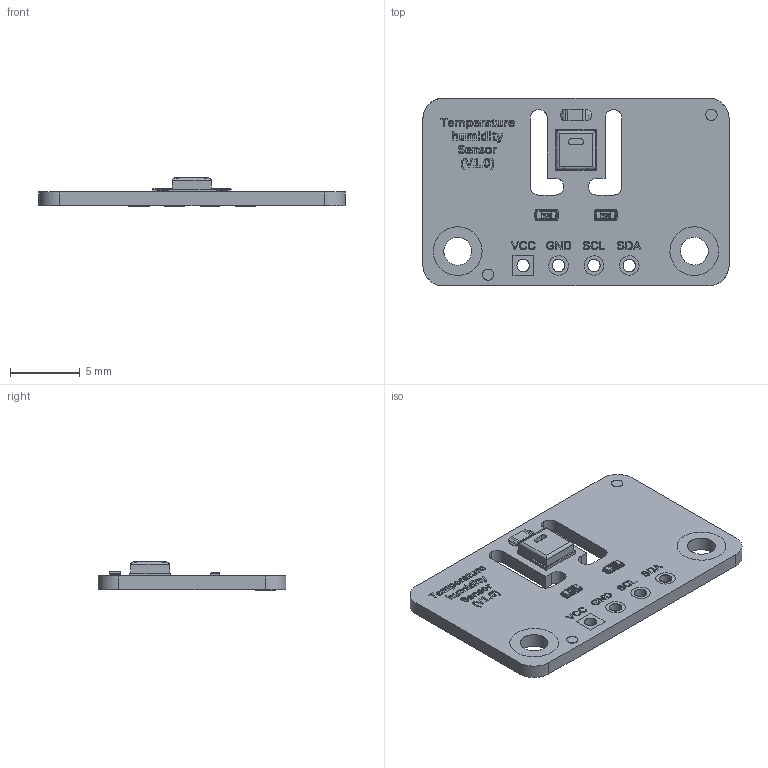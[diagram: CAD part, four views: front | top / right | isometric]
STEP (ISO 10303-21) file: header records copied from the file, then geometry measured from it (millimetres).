
FILE_DESCRIPTION(/* description */ (''),/* implementation_level */ '2;1');
FILE_NAME(/* name */ 'SEN0527',/* time_stamp */ '2022-03-04T11:27:07+08:00',/* author */ (''),/* organization */ (''),/* preprocessor_version */ 'ST-DEVELOPER v16.5',/* originating_system */ '',/* authorisation */ '');
FILE_SCHEMA (('AUTOMOTIVE_DESIGN'));
Length unit declared in the file: millimetre
Products named in the file (3): Document; U1; AHT20
Assembly tree (2 placements, depth 3):
  Document
    U1
      AHT20
Bounding box: 22 x 13.5 x 2.02 mm (x, y, z)
Volume: 295.7 mm3; surface area: 827.4 mm2
Topology: 81 solids, 83 shells, 858 faces, 2020 edges, 1326 vertices
Faces by surface type: plane 516, bspline 342
Entity records: 30318 total; most frequent: CARTESIAN_POINT 15734, ORIENTED_EDGE 4024, EDGE_CURVE 2018, B_SPLINE_CURVE_WITH_KNOTS 1767, VERTEX_POINT 1326, EDGE_LOOP 922, ADVANCED_FACE 858, FACE_OUTER_BOUND 858
